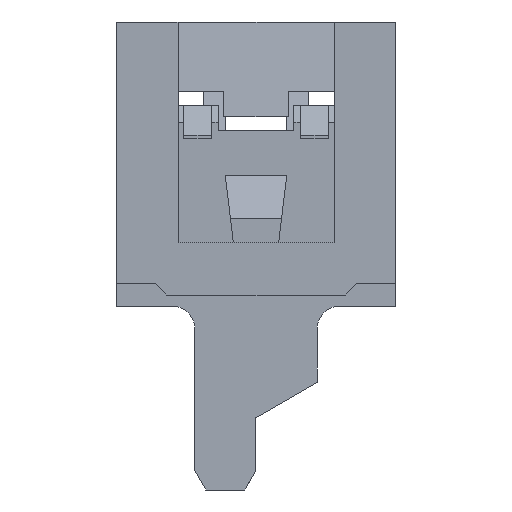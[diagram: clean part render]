
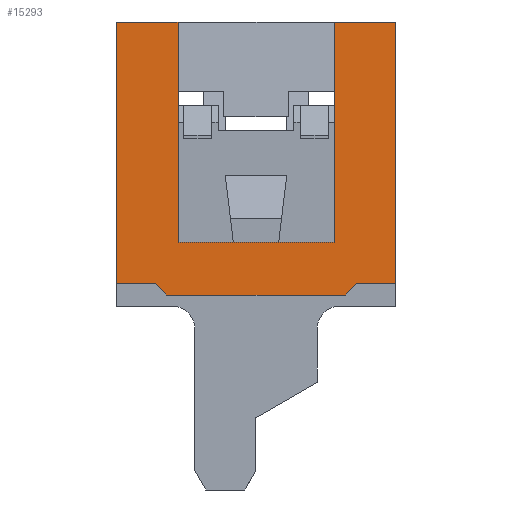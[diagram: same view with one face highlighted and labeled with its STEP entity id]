
A CAD part, left-side view. The second image highlights one B-rep face of the part: STEP entity #15293.
In plain terms, the highlighted planar face has unit normal (-1, 0, 0).
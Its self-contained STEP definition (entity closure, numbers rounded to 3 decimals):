
#7279=DIRECTION('',(0.,1.,0.));
#7280=VECTOR('',#7279,0.7);
#7281=CARTESIAN_POINT('',(-5.5,-2.5,0.4));
#7282=LINE('',#7281,#7280);
#7300=DIRECTION('',(0.,0.,-1.));
#7301=VECTOR('',#7300,3.95);
#7302=CARTESIAN_POINT('',(-5.5,-1.4,5.1));
#7303=LINE('',#7302,#7301);
#7307=DIRECTION('',(0.,1.,0.));
#7308=VECTOR('',#7307,1.1);
#7309=CARTESIAN_POINT('',(-5.5,-2.5,5.1));
#7310=LINE('',#7309,#7308);
#7314=DIRECTION('',(0.,0.,1.));
#7315=VECTOR('',#7314,4.7);
#7316=CARTESIAN_POINT('',(-5.5,-2.5,0.4));
#7317=LINE('',#7316,#7315);
#7321=DIRECTION('',(0.,-0.707,0.707));
#7322=VECTOR('',#7321,0.283);
#7323=CARTESIAN_POINT('',(-5.5,-1.6,0.2));
#7324=LINE('',#7323,#7322);
#7328=DIRECTION('',(0.,-0.707,-0.707));
#7329=VECTOR('',#7328,0.283);
#7330=CARTESIAN_POINT('',(-5.5,1.8,0.4));
#7331=LINE('',#7330,#7329);
#7335=DIRECTION('',(0.,0.,-1.));
#7336=VECTOR('',#7335,4.7);
#7337=CARTESIAN_POINT('',(-5.5,2.5,5.1));
#7338=LINE('',#7337,#7336);
#7342=DIRECTION('',(0.,1.,0.));
#7343=VECTOR('',#7342,1.1);
#7344=CARTESIAN_POINT('',(-5.5,1.4,5.1));
#7345=LINE('',#7344,#7343);
#7349=DIRECTION('',(0.,0.,1.));
#7350=VECTOR('',#7349,3.95);
#7351=CARTESIAN_POINT('',(-5.5,1.4,1.15));
#7352=LINE('',#7351,#7350);
#7356=DIRECTION('',(0.,1.,0.));
#7357=VECTOR('',#7356,2.8);
#7358=CARTESIAN_POINT('',(-5.5,-1.4,1.15));
#7359=LINE('',#7358,#7357);
#7496=DIRECTION('',(0.,1.,0.));
#7497=VECTOR('',#7496,3.2);
#7498=CARTESIAN_POINT('',(-5.5,-1.6,0.2));
#7499=LINE('',#7498,#7497);
#7524=DIRECTION('',(0.,1.,0.));
#7525=VECTOR('',#7524,0.7);
#7526=CARTESIAN_POINT('',(-5.5,1.8,0.4));
#7527=LINE('',#7526,#7525);
#8424=CARTESIAN_POINT('',(-5.5,-1.4,5.1));
#8425=VERTEX_POINT('',#8424);
#8426=CARTESIAN_POINT('',(-5.5,-1.4,1.15));
#8427=VERTEX_POINT('',#8426);
#8448=CARTESIAN_POINT('',(-5.5,1.4,1.15));
#8449=VERTEX_POINT('',#8448);
#8450=CARTESIAN_POINT('',(-5.5,1.4,5.1));
#8451=VERTEX_POINT('',#8450);
#8460=CARTESIAN_POINT('',(-5.5,2.5,5.1));
#8461=VERTEX_POINT('',#8460);
#8470=CARTESIAN_POINT('',(-5.5,-2.5,5.1));
#8471=VERTEX_POINT('',#8470);
#8628=CARTESIAN_POINT('',(-5.5,2.5,0.4));
#8629=VERTEX_POINT('',#8628);
#8819=CARTESIAN_POINT('',(-5.5,-2.5,0.4));
#8820=VERTEX_POINT('',#8819);
#9692=CARTESIAN_POINT('',(-5.5,-1.8,0.4));
#9693=VERTEX_POINT('',#9692);
#9694=CARTESIAN_POINT('',(-5.5,-1.6,0.2));
#9695=VERTEX_POINT('',#9694);
#9696=CARTESIAN_POINT('',(-5.5,1.6,0.2));
#9697=VERTEX_POINT('',#9696);
#9698=CARTESIAN_POINT('',(-5.5,1.8,0.4));
#9699=VERTEX_POINT('',#9698);
#15267=CARTESIAN_POINT('',(-5.5,0.,2.65));
#15268=DIRECTION('',(-1.,0.,0.));
#15269=DIRECTION('',(0.,0.,-1.));
#15270=AXIS2_PLACEMENT_3D('',#15267,#15268,#15269);
#15271=PLANE('',#15270);
#15273=ORIENTED_EDGE('',*,*,#15272,.F.);
#15274=ORIENTED_EDGE('',*,*,#11027,.F.);
#15275=ORIENTED_EDGE('',*,*,#15167,.F.);
#15276=ORIENTED_EDGE('',*,*,#15258,.T.);
#15278=ORIENTED_EDGE('',*,*,#15277,.F.);
#15280=ORIENTED_EDGE('',*,*,#15279,.T.);
#15282=ORIENTED_EDGE('',*,*,#15281,.F.);
#15284=ORIENTED_EDGE('',*,*,#15283,.T.);
#15285=ORIENTED_EDGE('',*,*,#11905,.F.);
#15286=ORIENTED_EDGE('',*,*,#11003,.F.);
#15288=ORIENTED_EDGE('',*,*,#15287,.F.);
#15290=ORIENTED_EDGE('',*,*,#15289,.F.);
#15291=EDGE_LOOP('',(#15273,#15274,#15275,#15276,#15278,#15280,#15282,#15284,
#15285,#15286,#15288,#15290));
#15292=FACE_OUTER_BOUND('',#15291,.F.);
#15293=ADVANCED_FACE('',(#15292),#15271,.T.);
#11003=EDGE_CURVE('',#8451,#8461,#7345,.T.);
#11027=EDGE_CURVE('',#8471,#8425,#7310,.T.);
#11905=EDGE_CURVE('',#8461,#8629,#7338,.T.);
#15167=EDGE_CURVE('',#8820,#8471,#7317,.T.);
#15258=EDGE_CURVE('',#8820,#9693,#7282,.T.);
#15272=EDGE_CURVE('',#8425,#8427,#7303,.T.);
#15277=EDGE_CURVE('',#9695,#9693,#7324,.T.);
#15279=EDGE_CURVE('',#9695,#9697,#7499,.T.);
#15281=EDGE_CURVE('',#9699,#9697,#7331,.T.);
#15283=EDGE_CURVE('',#9699,#8629,#7527,.T.);
#15287=EDGE_CURVE('',#8449,#8451,#7352,.T.);
#15289=EDGE_CURVE('',#8427,#8449,#7359,.T.);
